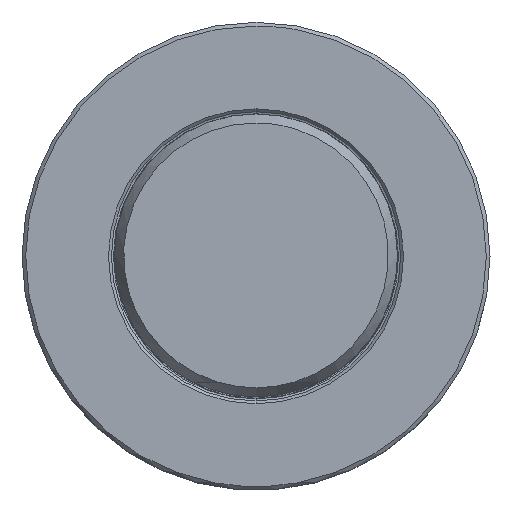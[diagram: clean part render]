
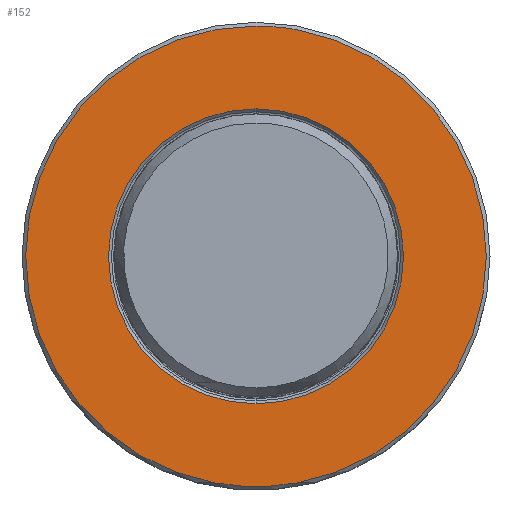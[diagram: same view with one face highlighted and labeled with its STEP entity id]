
A CAD part, top view. The second image highlights one B-rep face of the part: STEP entity #152.
In plain terms, the highlighted planar face has unit normal (0, 0, 1).
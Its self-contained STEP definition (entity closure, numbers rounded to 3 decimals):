
#28=FACE_BOUND('',#296,.T.);
#29=FACE_BOUND('',#297,.T.);
#33=PLANE('',#1228);
#152=ADVANCED_FACE('',(#28,#29),#33,.T.);
#296=EDGE_LOOP('',(#500,#501,#502,#503));
#297=EDGE_LOOP('',(#504,#505));
#500=ORIENTED_EDGE('',*,*,#763,.F.);
#501=ORIENTED_EDGE('',*,*,#768,.F.);
#502=ORIENTED_EDGE('',*,*,#767,.F.);
#503=ORIENTED_EDGE('',*,*,#766,.F.);
#504=ORIENTED_EDGE('',*,*,#769,.F.);
#505=ORIENTED_EDGE('',*,*,#770,.F.);
#643=VERTEX_POINT('',#2398);
#644=VERTEX_POINT('',#2399);
#645=VERTEX_POINT('',#2414);
#646=VERTEX_POINT('',#2416);
#647=VERTEX_POINT('',#2420);
#648=VERTEX_POINT('',#2421);
#763=EDGE_CURVE('',#643,#644,#916,.T.);
#766=EDGE_CURVE('',#644,#645,#917,.T.);
#767=EDGE_CURVE('',#645,#646,#918,.T.);
#768=EDGE_CURVE('',#646,#643,#919,.T.);
#769=EDGE_CURVE('',#647,#648,#920,.T.);
#770=EDGE_CURVE('',#648,#647,#921,.T.);
#916=CIRCLE('',#1220,31.);
#917=CIRCLE('',#1222,31.);
#918=CIRCLE('',#1223,31.);
#919=CIRCLE('',#1224,31.);
#920=CIRCLE('',#1226,19.85);
#921=CIRCLE('',#1227,19.85);
#1220=AXIS2_PLACEMENT_3D('',#2397,#1486,#1487);
#1222=AXIS2_PLACEMENT_3D('',#2413,#1490,#1491);
#1223=AXIS2_PLACEMENT_3D('',#2415,#1492,#1493);
#1224=AXIS2_PLACEMENT_3D('',#2417,#1494,#1495);
#1226=AXIS2_PLACEMENT_3D('',#2419,#1498,#1499);
#1227=AXIS2_PLACEMENT_3D('',#2422,#1500,#1501);
#1228=AXIS2_PLACEMENT_3D('',#2423,#1502,#1503);
#1486=DIRECTION('',(0.,0.,-1.));
#1487=DIRECTION('',(0.179,-0.984,0.));
#1490=DIRECTION('',(0.,0.,-1.));
#1491=DIRECTION('',(-0.179,-0.984,0.));
#1492=DIRECTION('',(0.,0.,-1.));
#1493=DIRECTION('',(0.,1.,0.));
#1494=DIRECTION('',(0.,0.,-1.));
#1495=DIRECTION('',(0.179,0.984,0.));
#1498=DIRECTION('',(0.,0.,1.));
#1499=DIRECTION('',(0.,-1.,0.));
#1500=DIRECTION('',(0.,0.,1.));
#1501=DIRECTION('',(0.,1.,0.));
#1502=DIRECTION('',(0.,0.,1.));
#1503=DIRECTION('',(0.,1.,0.));
#2397=CARTESIAN_POINT('',(0.,0.,0.));
#2398=CARTESIAN_POINT('',(5.545,-30.5,0.));
#2399=CARTESIAN_POINT('',(-5.545,-30.5,0.));
#2413=CARTESIAN_POINT('',(0.,0.,0.));
#2414=CARTESIAN_POINT('',(0.,31.,0.));
#2415=CARTESIAN_POINT('',(0.,0.,0.));
#2416=CARTESIAN_POINT('',(5.545,30.5,0.));
#2417=CARTESIAN_POINT('',(0.,0.,0.));
#2419=CARTESIAN_POINT('',(0.,0.,0.));
#2420=CARTESIAN_POINT('',(0.,-19.85,0.));
#2421=CARTESIAN_POINT('',(0.,19.85,0.));
#2422=CARTESIAN_POINT('',(0.,0.,0.));
#2423=CARTESIAN_POINT('',(0.,0.,0.));
